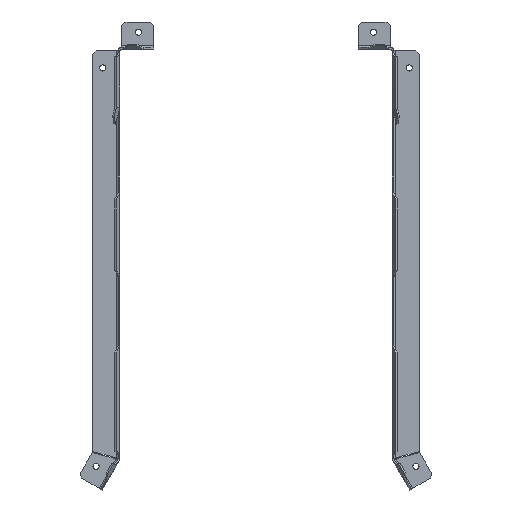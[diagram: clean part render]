
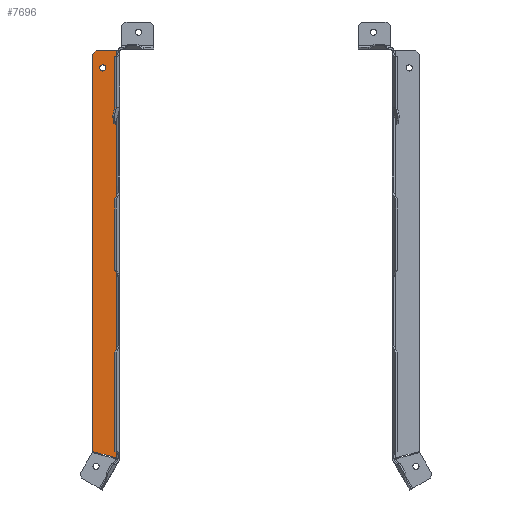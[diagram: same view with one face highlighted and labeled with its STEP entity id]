
A CAD part, top view. The second image highlights one B-rep face of the part: STEP entity #7696.
In plain terms, the highlighted planar face has unit normal (0, 0, 1).
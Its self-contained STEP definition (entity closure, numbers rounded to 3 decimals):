
#280 = VECTOR ( 'NONE', #897, 1000. ) ;
#498 = VECTOR ( 'NONE', #10223, 1000. ) ;
#897 = DIRECTION ( 'NONE',  ( -0.707, -0.707, 0. ) ) ;
#997 = DIRECTION ( 'NONE',  ( 0., -1., 0. ) ) ;
#1153 = DIRECTION ( 'NONE',  ( 0., 1., 0. ) ) ;
#1201 = VERTEX_POINT ( 'NONE', #5009 ) ;
#1814 = VERTEX_POINT ( 'NONE', #7799 ) ;
#1836 = DIRECTION ( 'NONE',  ( 1., 0., 0. ) ) ;
#1870 = EDGE_CURVE ( 'NONE', #1814, #7311, #3357, .T. ) ;
#1928 = VERTEX_POINT ( 'NONE', #8940 ) ;
#1937 = EDGE_CURVE ( 'NONE', #1201, #10507, #11874, .T. ) ;
#2591 = AXIS2_PLACEMENT_3D ( 'NONE', #6086, #7111, #10124 ) ;
#2864 = VECTOR ( 'NONE', #997, 1000. ) ;
#3190 = VECTOR ( 'NONE', #11070, 1000. ) ;
#3357 = LINE ( 'NONE', #8102, #3190 ) ;
#3601 = LINE ( 'NONE', #12383, #280 ) ;
#3750 = ORIENTED_EDGE ( 'NONE', *, *, #10695, .T. ) ;
#3814 = VERTEX_POINT ( 'NONE', #12394 ) ;
#3966 = ORIENTED_EDGE ( 'NONE', *, *, #11377, .F. ) ;
#4192 = ORIENTED_EDGE ( 'NONE', *, *, #1937, .F. ) ;
#4378 = EDGE_LOOP ( 'NONE', ( #4192, #4627 ) ) ;
#4627 = ORIENTED_EDGE ( 'NONE', *, *, #10384, .F. ) ;
#4686 = CARTESIAN_POINT ( 'NONE',  ( -480., -1182.011, 5. ) ) ;
#5009 = CARTESIAN_POINT ( 'NONE',  ( -441., -55., 5. ) ) ;
#5011 = DIRECTION ( 'NONE',  ( 0., 0., 1. ) ) ;
#5658 = AXIS2_PLACEMENT_3D ( 'NONE', #11968, #5011, #7052 ) ;
#5684 = CARTESIAN_POINT ( 'NONE',  ( -300., 0., 5. ) ) ;
#6086 = CARTESIAN_POINT ( 'NONE',  ( -450., -55., 5. ) ) ;
#6333 = ORIENTED_EDGE ( 'NONE', *, *, #1870, .F. ) ;
#6438 = LINE ( 'NONE', #9226, #498 ) ;
#6579 = FACE_OUTER_BOUND ( 'NONE', #10672, .T. ) ;
#6771 = CARTESIAN_POINT ( 'NONE',  ( -459., -55., 5. ) ) ;
#6984 = ORIENTED_EDGE ( 'NONE', *, *, #7120, .T. ) ;
#7052 = DIRECTION ( 'NONE',  ( 1., 0., 0. ) ) ;
#7111 = DIRECTION ( 'NONE',  ( 0., 0., 1. ) ) ;
#7120 = EDGE_CURVE ( 'NONE', #1928, #7311, #9634, .T. ) ;
#7159 = AXIS2_PLACEMENT_3D ( 'NONE', #5684, #8593, #1836 ) ;
#7290 = VERTEX_POINT ( 'NONE', #11123 ) ;
#7311 = VERTEX_POINT ( 'NONE', #4686 ) ;
#7433 = EDGE_CURVE ( 'NONE', #1814, #7290, #9557, .T. ) ;
#7591 = CARTESIAN_POINT ( 'NONE',  ( -410., -1200.768, 5. ) ) ;
#7696 = ADVANCED_FACE ( 'NONE', ( #8461, #6579 ), #10411, .T. ) ;
#7799 = CARTESIAN_POINT ( 'NONE',  ( -410., -1200.768, 5. ) ) ;
#8102 = CARTESIAN_POINT ( 'NONE',  ( -607.561, -1147.831, 5. ) ) ;
#8461 = FACE_BOUND ( 'NONE', #4378, .T. ) ;
#8593 = DIRECTION ( 'NONE',  ( 0., 0., 1. ) ) ;
#8940 = CARTESIAN_POINT ( 'NONE',  ( -480., -15., 5. ) ) ;
#9226 = CARTESIAN_POINT ( 'NONE',  ( -300., -5., 5. ) ) ;
#9296 = CIRCLE ( 'NONE', #5658, 9. ) ;
#9557 = LINE ( 'NONE', #7591, #11384 ) ;
#9634 = LINE ( 'NONE', #10510, #2864 ) ;
#10124 = DIRECTION ( 'NONE',  ( 1., 0., 0. ) ) ;
#10223 = DIRECTION ( 'NONE',  ( 1., 0., 0. ) ) ;
#10384 = EDGE_CURVE ( 'NONE', #10507, #1201, #9296, .T. ) ;
#10411 = PLANE ( 'NONE',  #7159 ) ;
#10507 = VERTEX_POINT ( 'NONE', #6771 ) ;
#10510 = CARTESIAN_POINT ( 'NONE',  ( -480., -1183.564, 5. ) ) ;
#10672 = EDGE_LOOP ( 'NONE', ( #3966, #3750, #6984, #6333, #12239 ) ) ;
#10695 = EDGE_CURVE ( 'NONE', #3814, #1928, #3601, .T. ) ;
#11070 = DIRECTION ( 'NONE',  ( -0.966, 0.259, 0. ) ) ;
#11123 = CARTESIAN_POINT ( 'NONE',  ( -410., -5., 5. ) ) ;
#11377 = EDGE_CURVE ( 'NONE', #3814, #7290, #6438, .T. ) ;
#11384 = VECTOR ( 'NONE', #1153, 1000. ) ;
#11874 = CIRCLE ( 'NONE', #2591, 9. ) ;
#11968 = CARTESIAN_POINT ( 'NONE',  ( -450., -55., 5. ) ) ;
#12239 = ORIENTED_EDGE ( 'NONE', *, *, #7433, .T. ) ;
#12383 = CARTESIAN_POINT ( 'NONE',  ( -382.5, 82.5, 5. ) ) ;
#12394 = CARTESIAN_POINT ( 'NONE',  ( -470., -5., 5. ) ) ;
